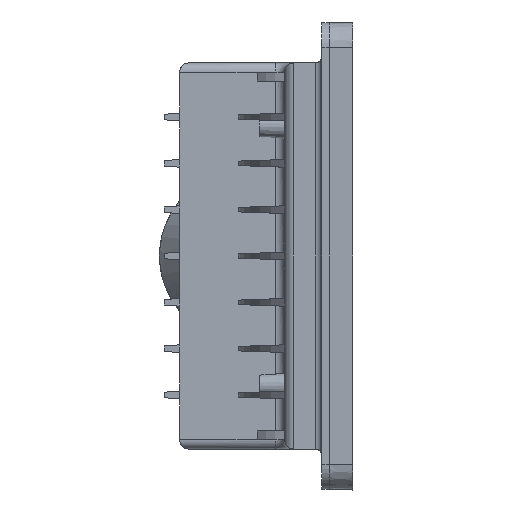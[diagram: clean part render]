
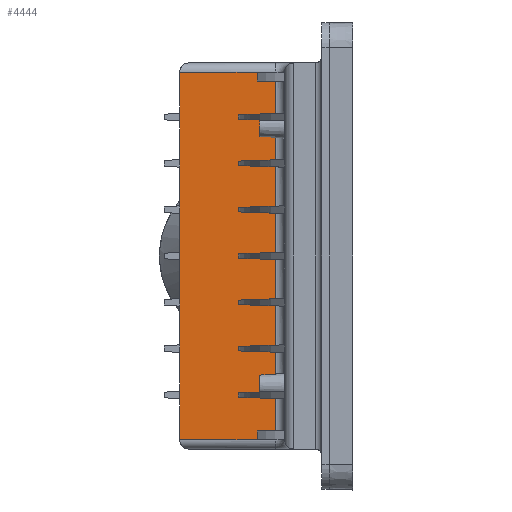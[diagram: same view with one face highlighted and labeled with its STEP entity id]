
A CAD part, left-side view. The second image highlights one B-rep face of the part: STEP entity #4444.
In plain terms, the highlighted planar face has unit normal (-1, 0, 0).
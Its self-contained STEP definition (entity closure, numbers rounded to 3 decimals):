
#6 = CARTESIAN_POINT ( 'NONE',  ( 90., 46., 62.5 ) ) ;
#22 = CARTESIAN_POINT ( 'NONE',  ( 90., 46., -43.75 ) ) ;
#70 = VECTOR ( 'NONE', #6195, 1000. ) ;
#149 = LINE ( 'NONE', #6, #6132 ) ;
#187 = CARTESIAN_POINT ( 'NONE',  ( 90., 46., -1.25 ) ) ;
#292 = CARTESIAN_POINT ( 'NONE',  ( 90., 46., -46.25 ) ) ;
#351 = VECTOR ( 'NONE', #842, 1000. ) ;
#359 = DIRECTION ( 'NONE',  ( 0., 0., 1. ) ) ;
#463 = ORIENTED_EDGE ( 'NONE', *, *, #5951, .T. ) ;
#537 = AXIS2_PLACEMENT_3D ( 'NONE', #4956, #1400, #5556 ) ;
#559 = ORIENTED_EDGE ( 'NONE', *, *, #1735, .F. ) ;
#569 = CARTESIAN_POINT ( 'NONE',  ( 90., 46., 31.25 ) ) ;
#577 = DIRECTION ( 'NONE',  ( 0., 0., 1. ) ) ;
#594 = VERTEX_POINT ( 'NONE', #5877 ) ;
#626 = LINE ( 'NONE', #1961, #2028 ) ;
#662 = EDGE_CURVE ( 'NONE', #7342, #7004, #6914, .T. ) ;
#757 = VECTOR ( 'NONE', #3881, 1000. ) ;
#760 = ORIENTED_EDGE ( 'NONE', *, *, #6978, .F. ) ;
#763 = PLANE ( 'NONE',  #537 ) ;
#786 = DIRECTION ( 'NONE',  ( 0., 0., 1. ) ) ;
#842 = DIRECTION ( 'NONE',  ( 0., 0., 1. ) ) ;
#849 = VERTEX_POINT ( 'NONE', #569 ) ;
#868 = VERTEX_POINT ( 'NONE', #3518 ) ;
#894 = LINE ( 'NONE', #5069, #3679 ) ;
#989 = EDGE_CURVE ( 'NONE', #594, #6603, #4446, .T. ) ;
#1069 = ORIENTED_EDGE ( 'NONE', *, *, #2876, .F. ) ;
#1282 = VECTOR ( 'NONE', #786, 1000. ) ;
#1369 = DIRECTION ( 'NONE',  ( 0., 0., 1. ) ) ;
#1400 = DIRECTION ( 'NONE',  ( 1., 0., 0. ) ) ;
#1510 = VECTOR ( 'NONE', #577, 1000. ) ;
#1519 = EDGE_CURVE ( 'NONE', #4115, #6762, #4245, .T. ) ;
#1547 = CARTESIAN_POINT ( 'NONE',  ( 90., 46., 16.25 ) ) ;
#1735 = EDGE_CURVE ( 'NONE', #4750, #3334, #4329, .T. ) ;
#1743 = VECTOR ( 'NONE', #7678, 1000. ) ;
#1927 = CARTESIAN_POINT ( 'NONE',  ( 90., 46., 13.75 ) ) ;
#1961 = CARTESIAN_POINT ( 'NONE',  ( 90., 46., -16.25 ) ) ;
#2024 = CARTESIAN_POINT ( 'NONE',  ( 90., 46., 62.5 ) ) ;
#2028 = VECTOR ( 'NONE', #4920, 1000. ) ;
#2072 = CARTESIAN_POINT ( 'NONE',  ( 90., 15., 59.5 ) ) ;
#2200 = ORIENTED_EDGE ( 'NONE', *, *, #3025, .F. ) ;
#2388 = VERTEX_POINT ( 'NONE', #3936 ) ;
#2397 = DIRECTION ( 'NONE',  ( 0., 0., 1. ) ) ;
#2508 = LINE ( 'NONE', #5082, #7097 ) ;
#2655 = ORIENTED_EDGE ( 'NONE', *, *, #4118, .F. ) ;
#2690 = DIRECTION ( 'NONE',  ( 0., 0., 1. ) ) ;
#2697 = CARTESIAN_POINT ( 'NONE',  ( 90., 46., 59.5 ) ) ;
#2716 = ORIENTED_EDGE ( 'NONE', *, *, #5295, .F. ) ;
#2756 = VERTEX_POINT ( 'NONE', #6129 ) ;
#2795 = ORIENTED_EDGE ( 'NONE', *, *, #3364, .F. ) ;
#2832 = EDGE_CURVE ( 'NONE', #594, #2859, #3526, .T. ) ;
#2859 = VERTEX_POINT ( 'NONE', #292 ) ;
#2876 = EDGE_CURVE ( 'NONE', #4257, #7342, #149, .T. ) ;
#2986 = CARTESIAN_POINT ( 'NONE',  ( 90., 15., 62.5 ) ) ;
#3025 = EDGE_CURVE ( 'NONE', #2388, #4750, #626, .T. ) ;
#3120 = VERTEX_POINT ( 'NONE', #2072 ) ;
#3164 = DIRECTION ( 'NONE',  ( 0., 0., 1. ) ) ;
#3199 = CARTESIAN_POINT ( 'NONE',  ( 90., 46., -13.75 ) ) ;
#3243 = VECTOR ( 'NONE', #2690, 1000. ) ;
#3309 = CARTESIAN_POINT ( 'NONE',  ( 90., 46., 46.25 ) ) ;
#3334 = VERTEX_POINT ( 'NONE', #5810 ) ;
#3336 = LINE ( 'NONE', #3497, #1743 ) ;
#3364 = EDGE_CURVE ( 'NONE', #2756, #849, #3336, .T. ) ;
#3378 = LINE ( 'NONE', #187, #6562 ) ;
#3394 = VERTEX_POINT ( 'NONE', #3551 ) ;
#3439 = FACE_OUTER_BOUND ( 'NONE', #3680, .T. ) ;
#3497 = CARTESIAN_POINT ( 'NONE',  ( 90., 46., 28.75 ) ) ;
#3518 = CARTESIAN_POINT ( 'NONE',  ( 90., 46., 59.5 ) ) ;
#3526 = LINE ( 'NONE', #5598, #351 ) ;
#3551 = CARTESIAN_POINT ( 'NONE',  ( 90., 46., 43.75 ) ) ;
#3553 = EDGE_CURVE ( 'NONE', #6762, #2388, #4817, .T. ) ;
#3564 = VECTOR ( 'NONE', #6857, 1000. ) ;
#3675 = CARTESIAN_POINT ( 'NONE',  ( 90., 46., -28.75 ) ) ;
#3679 = VECTOR ( 'NONE', #5028, 1000. ) ;
#3680 = EDGE_LOOP ( 'NONE', ( #4765, #463, #5909, #4514, #3883, #2795, #2655, #6346, #1069, #2716, #559, #2200, #4142, #4376, #5627, #760, #5844, #5084 ) ) ;
#3736 = CARTESIAN_POINT ( 'NONE',  ( 90., 46., -59.5 ) ) ;
#3801 = LINE ( 'NONE', #4932, #5193 ) ;
#3881 = DIRECTION ( 'NONE',  ( 0., 1., 0. ) ) ;
#3883 = ORIENTED_EDGE ( 'NONE', *, *, #5358, .F. ) ;
#3936 = CARTESIAN_POINT ( 'NONE',  ( 90., 46., -16.25 ) ) ;
#4025 = CARTESIAN_POINT ( 'NONE',  ( 90., 46., 1.25 ) ) ;
#4115 = VERTEX_POINT ( 'NONE', #6919 ) ;
#4118 = EDGE_CURVE ( 'NONE', #7004, #2756, #2508, .T. ) ;
#4142 = ORIENTED_EDGE ( 'NONE', *, *, #3553, .F. ) ;
#4163 = DIRECTION ( 'NONE',  ( 0., 0., 1. ) ) ;
#4245 = LINE ( 'NONE', #4336, #1282 ) ;
#4247 = CARTESIAN_POINT ( 'NONE',  ( 90., 46., 62.5 ) ) ;
#4257 = VERTEX_POINT ( 'NONE', #4025 ) ;
#4271 = CARTESIAN_POINT ( 'NONE',  ( 90., 46., 62.5 ) ) ;
#4329 = LINE ( 'NONE', #4271, #7726 ) ;
#4336 = CARTESIAN_POINT ( 'NONE',  ( 90., 46., -31.25 ) ) ;
#4375 = LINE ( 'NONE', #6253, #3564 ) ;
#4376 = ORIENTED_EDGE ( 'NONE', *, *, #1519, .F. ) ;
#4424 = EDGE_CURVE ( 'NONE', #3394, #4830, #3801, .T. ) ;
#4444 = ADVANCED_FACE ( 'NONE', ( #3439 ), #763, .F. ) ;
#4446 = LINE ( 'NONE', #3736, #7455 ) ;
#4490 = EDGE_CURVE ( 'NONE', #6350, #4115, #4828, .T. ) ;
#4514 = ORIENTED_EDGE ( 'NONE', *, *, #4424, .F. ) ;
#4665 = LINE ( 'NONE', #2986, #1510 ) ;
#4750 = VERTEX_POINT ( 'NONE', #3199 ) ;
#4765 = ORIENTED_EDGE ( 'NONE', *, *, #6290, .T. ) ;
#4791 = VECTOR ( 'NONE', #6083, 1000. ) ;
#4817 = LINE ( 'NONE', #7462, #3243 ) ;
#4828 = LINE ( 'NONE', #2024, #70 ) ;
#4830 = VERTEX_POINT ( 'NONE', #3309 ) ;
#4920 = DIRECTION ( 'NONE',  ( 0., 0., 1. ) ) ;
#4932 = CARTESIAN_POINT ( 'NONE',  ( 90., 46., 43.75 ) ) ;
#4956 = CARTESIAN_POINT ( 'NONE',  ( 90., 46., 62.5 ) ) ;
#5028 = DIRECTION ( 'NONE',  ( 0., 0., 1. ) ) ;
#5069 = CARTESIAN_POINT ( 'NONE',  ( 90., 46., -46.25 ) ) ;
#5082 = CARTESIAN_POINT ( 'NONE',  ( 90., 46., 62.5 ) ) ;
#5084 = ORIENTED_EDGE ( 'NONE', *, *, #989, .T. ) ;
#5193 = VECTOR ( 'NONE', #1369, 1000. ) ;
#5228 = DIRECTION ( 'NONE',  ( 0., -1., 0. ) ) ;
#5295 = EDGE_CURVE ( 'NONE', #3334, #4257, #3378, .T. ) ;
#5322 = LINE ( 'NONE', #2697, #757 ) ;
#5358 = EDGE_CURVE ( 'NONE', #849, #3394, #4375, .T. ) ;
#5473 = DIRECTION ( 'NONE',  ( 0., 0., 1. ) ) ;
#5556 = DIRECTION ( 'NONE',  ( 0., 0., -1. ) ) ;
#5598 = CARTESIAN_POINT ( 'NONE',  ( 90., 46., 62.5 ) ) ;
#5627 = ORIENTED_EDGE ( 'NONE', *, *, #4490, .F. ) ;
#5810 = CARTESIAN_POINT ( 'NONE',  ( 90., 46., -1.25 ) ) ;
#5844 = ORIENTED_EDGE ( 'NONE', *, *, #2832, .F. ) ;
#5877 = CARTESIAN_POINT ( 'NONE',  ( 90., 46., -59.5 ) ) ;
#5909 = ORIENTED_EDGE ( 'NONE', *, *, #7712, .F. ) ;
#5951 = EDGE_CURVE ( 'NONE', #3120, #868, #5322, .T. ) ;
#6083 = DIRECTION ( 'NONE',  ( 0., 0., 1. ) ) ;
#6129 = CARTESIAN_POINT ( 'NONE',  ( 90., 46., 28.75 ) ) ;
#6132 = VECTOR ( 'NONE', #4163, 1000. ) ;
#6195 = DIRECTION ( 'NONE',  ( 0., 0., 1. ) ) ;
#6253 = CARTESIAN_POINT ( 'NONE',  ( 90., 46., 62.5 ) ) ;
#6290 = EDGE_CURVE ( 'NONE', #6603, #3120, #4665, .T. ) ;
#6346 = ORIENTED_EDGE ( 'NONE', *, *, #662, .F. ) ;
#6350 = VERTEX_POINT ( 'NONE', #22 ) ;
#6365 = CARTESIAN_POINT ( 'NONE',  ( 90., 15., -59.5 ) ) ;
#6398 = LINE ( 'NONE', #4247, #4791 ) ;
#6540 = VECTOR ( 'NONE', #2397, 1000. ) ;
#6562 = VECTOR ( 'NONE', #3164, 1000. ) ;
#6603 = VERTEX_POINT ( 'NONE', #6365 ) ;
#6762 = VERTEX_POINT ( 'NONE', #3675 ) ;
#6857 = DIRECTION ( 'NONE',  ( 0., 0., 1. ) ) ;
#6914 = LINE ( 'NONE', #7053, #6540 ) ;
#6919 = CARTESIAN_POINT ( 'NONE',  ( 90., 46., -31.25 ) ) ;
#6978 = EDGE_CURVE ( 'NONE', #2859, #6350, #894, .T. ) ;
#7004 = VERTEX_POINT ( 'NONE', #1547 ) ;
#7053 = CARTESIAN_POINT ( 'NONE',  ( 90., 46., 13.75 ) ) ;
#7097 = VECTOR ( 'NONE', #359, 1000. ) ;
#7342 = VERTEX_POINT ( 'NONE', #1927 ) ;
#7455 = VECTOR ( 'NONE', #5228, 1000. ) ;
#7462 = CARTESIAN_POINT ( 'NONE',  ( 90., 46., 62.5 ) ) ;
#7678 = DIRECTION ( 'NONE',  ( 0., 0., 1. ) ) ;
#7712 = EDGE_CURVE ( 'NONE', #4830, #868, #6398, .T. ) ;
#7726 = VECTOR ( 'NONE', #5473, 1000. ) ;
